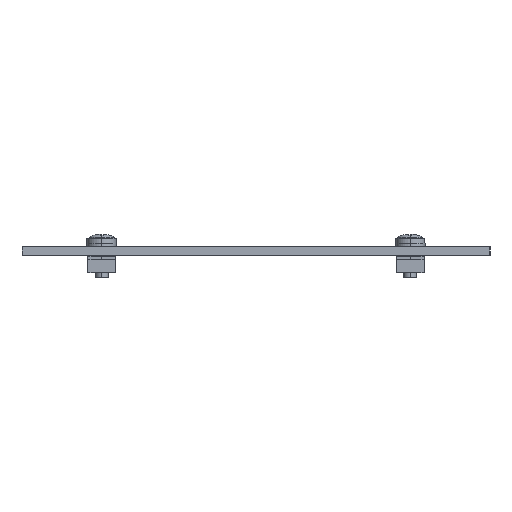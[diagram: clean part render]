
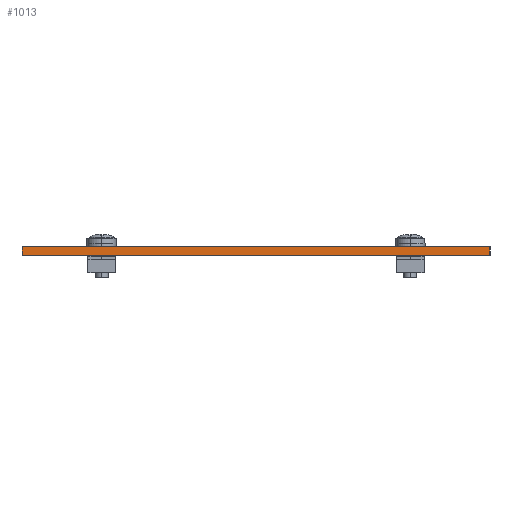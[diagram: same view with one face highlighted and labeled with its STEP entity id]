
A CAD part, left-side view. The second image highlights one B-rep face of the part: STEP entity #1013.
In plain terms, the highlighted planar face has unit normal (-1, 0, 0).
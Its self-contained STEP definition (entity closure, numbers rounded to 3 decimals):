
#13 = CARTESIAN_POINT ( 'NONE',  ( -241.5, 110.7, 0. ) ) ;
#272 = VERTEX_POINT ( 'NONE', #6906 ) ;
#320 = EDGE_CURVE ( 'NONE', #1350, #3026, #8002, .T. ) ;
#564 = DIRECTION ( 'NONE',  ( 0., -1., 0. ) ) ;
#754 = CARTESIAN_POINT ( 'NONE',  ( -241.5, 110.7, -4. ) ) ;
#1003 = EDGE_CURVE ( 'NONE', #272, #8342, #4365, .T. ) ;
#1013 = ADVANCED_FACE ( 'NONE', ( #6133 ), #6295, .T. ) ;
#1092 = CARTESIAN_POINT ( 'NONE',  ( -241.5, -110.7, -4. ) ) ;
#1350 = VERTEX_POINT ( 'NONE', #8596 ) ;
#1775 = DIRECTION ( 'NONE',  ( 0., 0., 1. ) ) ;
#2053 = EDGE_CURVE ( 'NONE', #1350, #272, #3170, .T. ) ;
#2143 = LINE ( 'NONE', #2899, #8328 ) ;
#2230 = ORIENTED_EDGE ( 'NONE', *, *, #4327, .F. ) ;
#2899 = CARTESIAN_POINT ( 'NONE',  ( -241.5, 110.7, 0. ) ) ;
#3026 = VERTEX_POINT ( 'NONE', #13 ) ;
#3029 = CARTESIAN_POINT ( 'NONE',  ( -241.5, 110.7, -4. ) ) ;
#3119 = DIRECTION ( 'NONE',  ( 0., -1., 0. ) ) ;
#3170 = LINE ( 'NONE', #754, #6064 ) ;
#3307 = ORIENTED_EDGE ( 'NONE', *, *, #1003, .T. ) ;
#3809 = EDGE_LOOP ( 'NONE', ( #2230, #3852, #6991, #3307 ) ) ;
#3852 = ORIENTED_EDGE ( 'NONE', *, *, #320, .F. ) ;
#4327 = EDGE_CURVE ( 'NONE', #3026, #8342, #2143, .T. ) ;
#4352 = VECTOR ( 'NONE', #1775, 1000. ) ;
#4365 = LINE ( 'NONE', #1092, #6826 ) ;
#4893 = CARTESIAN_POINT ( 'NONE',  ( -241.5, 110.7, -4. ) ) ;
#4986 = CARTESIAN_POINT ( 'NONE',  ( -241.5, -110.7, 0. ) ) ;
#5466 = DIRECTION ( 'NONE',  ( -1., 0., 0. ) ) ;
#5512 = DIRECTION ( 'NONE',  ( 0., -1., 0. ) ) ;
#6064 = VECTOR ( 'NONE', #3119, 1000. ) ;
#6133 = FACE_OUTER_BOUND ( 'NONE', #3809, .T. ) ;
#6295 = PLANE ( 'NONE',  #8196 ) ;
#6473 = DIRECTION ( 'NONE',  ( 0., 0., 1. ) ) ;
#6826 = VECTOR ( 'NONE', #6473, 1000. ) ;
#6906 = CARTESIAN_POINT ( 'NONE',  ( -241.5, -110.7, -4. ) ) ;
#6991 = ORIENTED_EDGE ( 'NONE', *, *, #2053, .T. ) ;
#8002 = LINE ( 'NONE', #4893, #4352 ) ;
#8196 = AXIS2_PLACEMENT_3D ( 'NONE', #3029, #5466, #5512 ) ;
#8328 = VECTOR ( 'NONE', #564, 1000. ) ;
#8342 = VERTEX_POINT ( 'NONE', #4986 ) ;
#8596 = CARTESIAN_POINT ( 'NONE',  ( -241.5, 110.7, -4. ) ) ;
